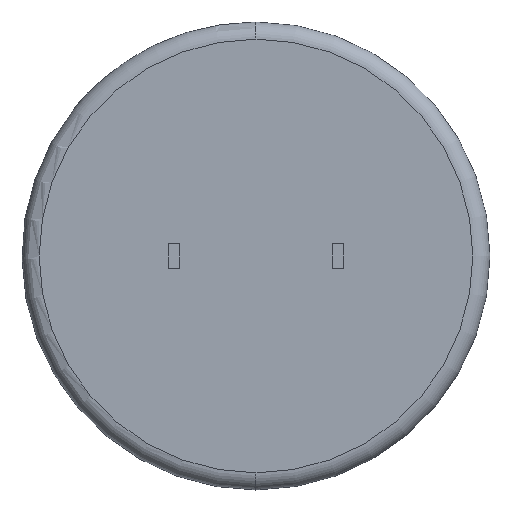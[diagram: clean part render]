
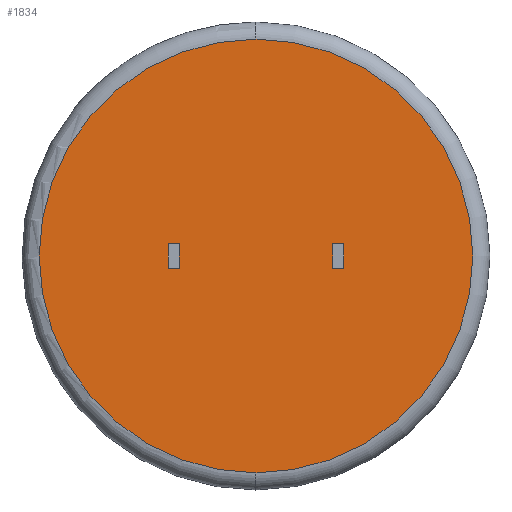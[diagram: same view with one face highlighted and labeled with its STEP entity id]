
A CAD part, front view. The second image highlights one B-rep face of the part: STEP entity #1834.
In plain terms, the highlighted planar face has unit normal (0, -1, 0).
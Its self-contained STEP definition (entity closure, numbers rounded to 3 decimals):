
#29 = VERTEX_POINT ( 'NONE', #64 ) ;
#50 = VERTEX_POINT ( 'NONE', #1112 ) ;
#61 = VECTOR ( 'NONE', #776, 1000. ) ;
#64 = CARTESIAN_POINT ( 'NONE',  ( -5.45, 0., -0.75 ) ) ;
#98 = VERTEX_POINT ( 'NONE', #1792 ) ;
#152 = DIRECTION ( 'NONE',  ( 0., -1., 0. ) ) ;
#158 = CARTESIAN_POINT ( 'NONE',  ( 4.75, 0., 0.75 ) ) ;
#188 = ORIENTED_EDGE ( 'NONE', *, *, #1747, .F. ) ;
#234 = CARTESIAN_POINT ( 'NONE',  ( -4.75, 0., 0.75 ) ) ;
#255 = ORIENTED_EDGE ( 'NONE', *, *, #2171, .T. ) ;
#335 = CARTESIAN_POINT ( 'NONE',  ( 5.45, 0., 0.75 ) ) ;
#369 = VECTOR ( 'NONE', #2683, 1000. ) ;
#381 = CIRCLE ( 'NONE', #1869, 13.436 ) ;
#405 = DIRECTION ( 'NONE',  ( 0., 0., 1. ) ) ;
#467 = ORIENTED_EDGE ( 'NONE', *, *, #2656, .F. ) ;
#492 = VERTEX_POINT ( 'NONE', #234 ) ;
#518 = EDGE_LOOP ( 'NONE', ( #1529, #1713 ) ) ;
#523 = EDGE_CURVE ( 'NONE', #29, #50, #1692, .T. ) ;
#556 = CARTESIAN_POINT ( 'NONE',  ( 0., 0., 13.436 ) ) ;
#558 = DIRECTION ( 'NONE',  ( 1., 0., 0. ) ) ;
#564 = CARTESIAN_POINT ( 'NONE',  ( 5.45, 0., 0. ) ) ;
#580 = ORIENTED_EDGE ( 'NONE', *, *, #523, .T. ) ;
#584 = VECTOR ( 'NONE', #1716, 1000. ) ;
#670 = EDGE_LOOP ( 'NONE', ( #766, #1070, #188, #467 ) ) ;
#717 = LINE ( 'NONE', #2680, #2118 ) ;
#763 = LINE ( 'NONE', #2080, #1334 ) ;
#766 = ORIENTED_EDGE ( 'NONE', *, *, #896, .F. ) ;
#776 = DIRECTION ( 'NONE',  ( 0., 0., 1. ) ) ;
#778 = DIRECTION ( 'NONE',  ( 0., 0., 1. ) ) ;
#802 = LINE ( 'NONE', #2049, #1638 ) ;
#845 = EDGE_LOOP ( 'NONE', ( #580, #1917, #255, #2589 ) ) ;
#896 = EDGE_CURVE ( 'NONE', #1885, #2208, #1498, .T. ) ;
#940 = VERTEX_POINT ( 'NONE', #335 ) ;
#1017 = LINE ( 'NONE', #2492, #584 ) ;
#1070 = ORIENTED_EDGE ( 'NONE', *, *, #1115, .F. ) ;
#1085 = CARTESIAN_POINT ( 'NONE',  ( 4.75, 0., -0.75 ) ) ;
#1112 = CARTESIAN_POINT ( 'NONE',  ( -5.45, 0., 0.75 ) ) ;
#1115 = EDGE_CURVE ( 'NONE', #940, #1885, #717, .T. ) ;
#1184 = PLANE ( 'NONE',  #1285 ) ;
#1232 = CARTESIAN_POINT ( 'NONE',  ( -4.75, 0., -0.75 ) ) ;
#1245 = CARTESIAN_POINT ( 'NONE',  ( 0., 0., 0. ) ) ;
#1285 = AXIS2_PLACEMENT_3D ( 'NONE', #1245, #2090, #405 ) ;
#1334 = VECTOR ( 'NONE', #558, 1000. ) ;
#1395 = VECTOR ( 'NONE', #2352, 1000. ) ;
#1405 = DIRECTION ( 'NONE',  ( -1., 0., 0. ) ) ;
#1435 = FACE_BOUND ( 'NONE', #670, .T. ) ;
#1448 = VERTEX_POINT ( 'NONE', #556 ) ;
#1498 = LINE ( 'NONE', #2006, #369 ) ;
#1499 = DIRECTION ( 'NONE',  ( 1., 0., 0. ) ) ;
#1529 = ORIENTED_EDGE ( 'NONE', *, *, #1914, .T. ) ;
#1588 = VECTOR ( 'NONE', #1499, 1000. ) ;
#1638 = VECTOR ( 'NONE', #2655, 1000. ) ;
#1692 = LINE ( 'NONE', #1721, #1395 ) ;
#1710 = DIRECTION ( 'NONE',  ( 0., -1., 0. ) ) ;
#1713 = ORIENTED_EDGE ( 'NONE', *, *, #2412, .T. ) ;
#1716 = DIRECTION ( 'NONE',  ( 0., 0., -1. ) ) ;
#1719 = CARTESIAN_POINT ( 'NONE',  ( -5.45, 0., -0.75 ) ) ;
#1721 = CARTESIAN_POINT ( 'NONE',  ( -5.45, 0., 0. ) ) ;
#1725 = EDGE_CURVE ( 'NONE', #50, #492, #802, .T. ) ;
#1747 = EDGE_CURVE ( 'NONE', #98, #940, #2343, .T. ) ;
#1767 = CIRCLE ( 'NONE', #2111, 13.436 ) ;
#1792 = CARTESIAN_POINT ( 'NONE',  ( 5.45, 0., -0.75 ) ) ;
#1834 = ADVANCED_FACE ( 'NONE', ( #2434, #2071, #1435 ), #1184, .F. ) ;
#1869 = AXIS2_PLACEMENT_3D ( 'NONE', #2498, #152, #778 ) ;
#1885 = VERTEX_POINT ( 'NONE', #158 ) ;
#1896 = VERTEX_POINT ( 'NONE', #1232 ) ;
#1913 = DIRECTION ( 'NONE',  ( 0., 0., 1. ) ) ;
#1914 = EDGE_CURVE ( 'NONE', #1448, #2574, #1767, .T. ) ;
#1917 = ORIENTED_EDGE ( 'NONE', *, *, #1725, .T. ) ;
#1952 = EDGE_CURVE ( 'NONE', #29, #1896, #2189, .T. ) ;
#2006 = CARTESIAN_POINT ( 'NONE',  ( 4.75, 0., -0.75 ) ) ;
#2024 = CARTESIAN_POINT ( 'NONE',  ( 0., 0., -13.436 ) ) ;
#2049 = CARTESIAN_POINT ( 'NONE',  ( -5.45, 0., 0.75 ) ) ;
#2071 = FACE_BOUND ( 'NONE', #845, .T. ) ;
#2080 = CARTESIAN_POINT ( 'NONE',  ( 4.75, 0., -0.75 ) ) ;
#2090 = DIRECTION ( 'NONE',  ( 0., 1., 0. ) ) ;
#2111 = AXIS2_PLACEMENT_3D ( 'NONE', #2757, #1710, #1913 ) ;
#2118 = VECTOR ( 'NONE', #1405, 1000. ) ;
#2171 = EDGE_CURVE ( 'NONE', #492, #1896, #1017, .T. ) ;
#2189 = LINE ( 'NONE', #1719, #1588 ) ;
#2208 = VERTEX_POINT ( 'NONE', #1085 ) ;
#2343 = LINE ( 'NONE', #564, #61 ) ;
#2352 = DIRECTION ( 'NONE',  ( 0., 0., 1. ) ) ;
#2412 = EDGE_CURVE ( 'NONE', #2574, #1448, #381, .T. ) ;
#2434 = FACE_OUTER_BOUND ( 'NONE', #518, .T. ) ;
#2492 = CARTESIAN_POINT ( 'NONE',  ( -4.75, 0., 0.75 ) ) ;
#2498 = CARTESIAN_POINT ( 'NONE',  ( 0., 0., 0. ) ) ;
#2574 = VERTEX_POINT ( 'NONE', #2024 ) ;
#2589 = ORIENTED_EDGE ( 'NONE', *, *, #1952, .F. ) ;
#2655 = DIRECTION ( 'NONE',  ( 1., 0., 0. ) ) ;
#2656 = EDGE_CURVE ( 'NONE', #2208, #98, #763, .T. ) ;
#2680 = CARTESIAN_POINT ( 'NONE',  ( 4.75, 0., 0.75 ) ) ;
#2683 = DIRECTION ( 'NONE',  ( 0., 0., -1. ) ) ;
#2757 = CARTESIAN_POINT ( 'NONE',  ( 0., 0., 0. ) ) ;
